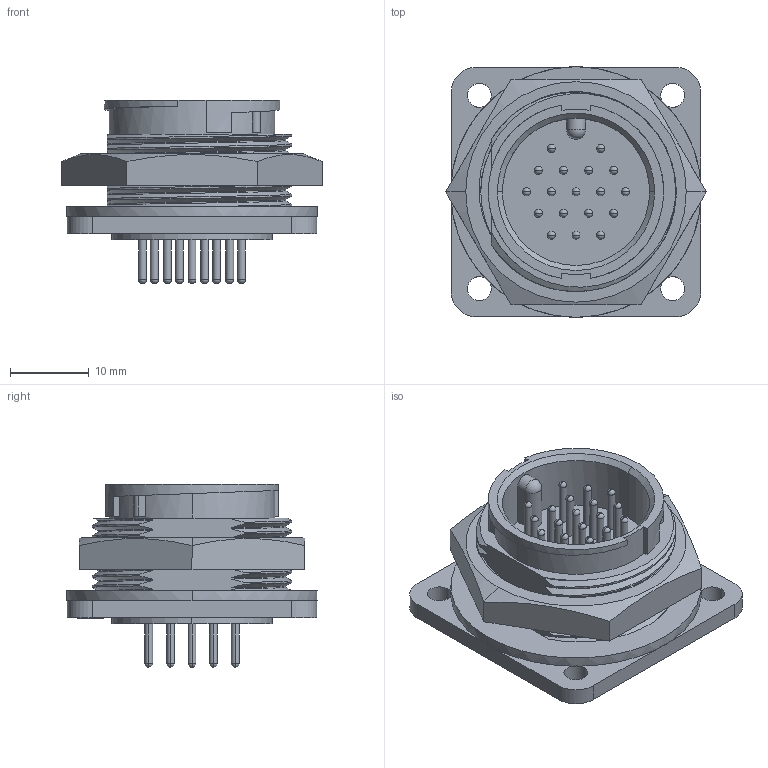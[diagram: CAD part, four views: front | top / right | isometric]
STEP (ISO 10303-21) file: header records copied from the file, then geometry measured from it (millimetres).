
FILE_DESCRIPTION (( 'STEP AP203' ), '1' );
FILE_NAME ('14291-18PG-3ES.STEP', '2014-02-11T22:14:57', ( 'J0FPBF1' ), ( '' ), 'SwSTEP 2.0', 'SolidWorks 2012', '' );
FILE_SCHEMA (( 'CONFIG_CONTROL_DESIGN' ));
Length unit declared in the file: inch
Products named in the file (1): 14291-18PG-3ES
Bounding box: 33 x 31.75 x 23.22 mm (x, y, z)
Volume: 8011.4 mm3; surface area: 6356.8 mm2
Topology: 2 solids, 2 shells, 315 faces, 895 edges, 552 vertices
Faces by surface type: cylinder 128, plane 81, sphere 73, bspline 29, cone 4
Entity records: 17620 total; most frequent: CARTESIAN_POINT 10373, DIRECTION 1506, ORIENTED_EDGE 1498, EDGE_CURVE 749, AXIS2_PLACEMENT_3D 602, VERTEX_POINT 479, EDGE_LOOP 366, FACE_OUTER_BOUND 315
